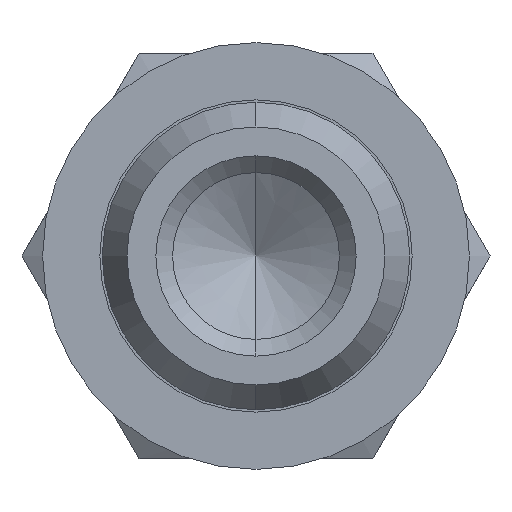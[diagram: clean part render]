
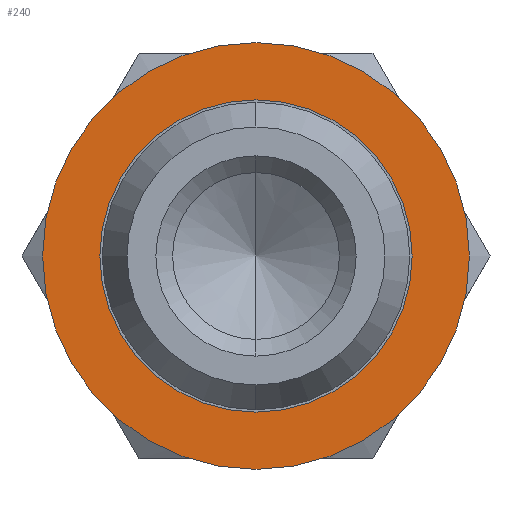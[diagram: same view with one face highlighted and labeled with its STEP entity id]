
A CAD part, front view. The second image highlights one B-rep face of the part: STEP entity #240.
In plain terms, the highlighted planar face has unit normal (0, -1, 0).
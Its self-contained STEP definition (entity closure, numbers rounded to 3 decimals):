
#85 = VERTEX_POINT ( 'NONE', #718 ) ;
#87 = EDGE_CURVE ( 'NONE', #85, #90, #671, .T. ) ;
#90 = VERTEX_POINT ( 'NONE', #824 ) ;
#122 = EDGE_LOOP ( 'NONE', ( #190, #180 ) ) ;
#125 = ORIENTED_EDGE ( 'NONE', *, *, #239, .T. ) ;
#180 = ORIENTED_EDGE ( 'NONE', *, *, #87, .F. ) ;
#188 = EDGE_CURVE ( 'NONE', #90, #85, #1018, .T. ) ;
#190 = ORIENTED_EDGE ( 'NONE', *, *, #188, .F. ) ;
#192 = EDGE_LOOP ( 'NONE', ( #193, #125 ) ) ;
#193 = ORIENTED_EDGE ( 'NONE', *, *, #247, .T. ) ;
#239 = EDGE_CURVE ( 'NONE', #245, #248, #1160, .T. ) ;
#240 = ADVANCED_FACE ( 'NONE', ( #1161, #1111 ), #1091, .T. ) ;
#245 = VERTEX_POINT ( 'NONE', #1124 ) ;
#247 = EDGE_CURVE ( 'NONE', #248, #245, #1123, .T. ) ;
#248 = VERTEX_POINT ( 'NONE', #1045 ) ;
#667 = DIRECTION ( 'NONE',  ( 0., 0., -1. ) ) ;
#668 = DIRECTION ( 'NONE',  ( 0., -1., 0. ) ) ;
#669 = CARTESIAN_POINT ( 'NONE',  ( 0., 0., 0. ) ) ;
#670 = AXIS2_PLACEMENT_3D ( 'NONE', #669, #668, #667 ) ;
#671 = CIRCLE ( 'NONE', #670, 6.55 ) ;
#718 = CARTESIAN_POINT ( 'NONE',  ( 0., 0., 6.55 ) ) ;
#824 = CARTESIAN_POINT ( 'NONE',  ( 0., 0., -6.55 ) ) ;
#1014 = DIRECTION ( 'NONE',  ( 0., 0., -1. ) ) ;
#1015 = DIRECTION ( 'NONE',  ( 0., -1., 0. ) ) ;
#1016 = CARTESIAN_POINT ( 'NONE',  ( 0., 0., 0. ) ) ;
#1017 = AXIS2_PLACEMENT_3D ( 'NONE', #1016, #1015, #1014 ) ;
#1018 = CIRCLE ( 'NONE', #1017, 6.55 ) ;
#1045 = CARTESIAN_POINT ( 'NONE',  ( 0., 0., -8.95 ) ) ;
#1046 = DIRECTION ( 'NONE',  ( 0., 0., -1. ) ) ;
#1047 = DIRECTION ( 'NONE',  ( 0., -1., 0. ) ) ;
#1048 = CARTESIAN_POINT ( 'NONE',  ( 0., 0., 0. ) ) ;
#1049 = AXIS2_PLACEMENT_3D ( 'NONE', #1048, #1047, #1046 ) ;
#1091 = PLANE ( 'NONE',  #1110 ) ;
#1110 = AXIS2_PLACEMENT_3D ( 'NONE', #1204, #1203, #1202 ) ;
#1111 = FACE_BOUND ( 'NONE', #122, .T. ) ;
#1112 = DIRECTION ( 'NONE',  ( 0., 0., -1. ) ) ;
#1113 = DIRECTION ( 'NONE',  ( 0., -1., 0. ) ) ;
#1114 = AXIS2_PLACEMENT_3D ( 'NONE', #1159, #1113, #1112 ) ;
#1123 = CIRCLE ( 'NONE', #1049, 8.95 ) ;
#1124 = CARTESIAN_POINT ( 'NONE',  ( 0., 0., 8.95 ) ) ;
#1159 = CARTESIAN_POINT ( 'NONE',  ( 0., 0., 0. ) ) ;
#1160 = CIRCLE ( 'NONE', #1114, 8.95 ) ;
#1161 = FACE_OUTER_BOUND ( 'NONE', #192, .T. ) ;
#1202 = DIRECTION ( 'NONE',  ( 0., 0., -1. ) ) ;
#1203 = DIRECTION ( 'NONE',  ( 0., -1., 0. ) ) ;
#1204 = CARTESIAN_POINT ( 'NONE',  ( 6.55, 0., 0. ) ) ;
